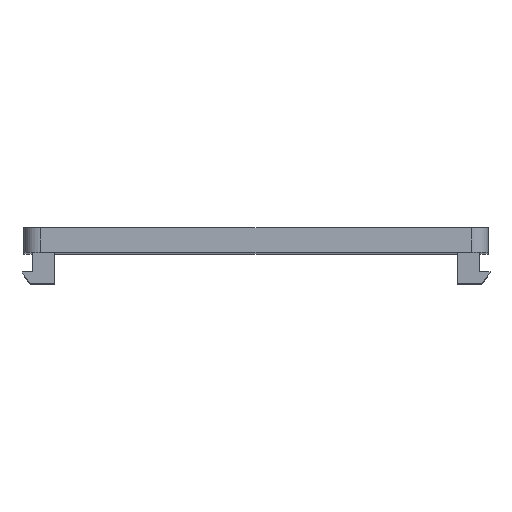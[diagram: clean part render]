
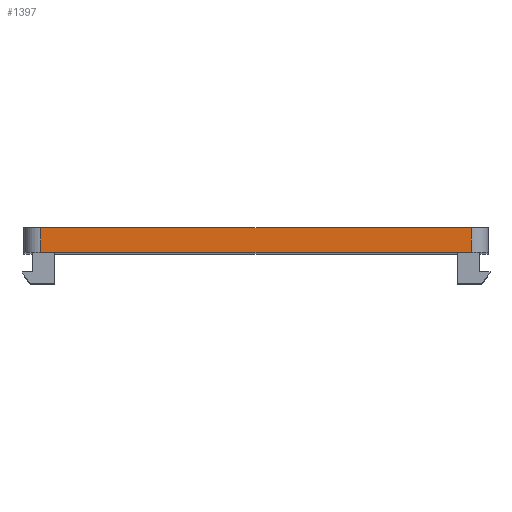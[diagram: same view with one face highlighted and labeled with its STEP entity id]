
A CAD part, top view. The second image highlights one B-rep face of the part: STEP entity #1397.
In plain terms, the highlighted planar face has unit normal (0, 0, 1).
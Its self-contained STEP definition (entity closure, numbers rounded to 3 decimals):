
#47=LINE('',#2076,#223);
#49=LINE('',#2082,#225);
#50=LINE('',#2084,#226);
#51=LINE('',#2085,#227);
#223=VECTOR('',#1673,10.);
#225=VECTOR('',#1679,10.);
#226=VECTOR('',#1680,10.);
#227=VECTOR('',#1681,10.);
#376=PLANE('',#1503);
#461=FACE_OUTER_BOUND('',#547,.T.);
#547=EDGE_LOOP('',(#1029,#1030,#1031,#1032));
#684=VERTEX_POINT('',#2073);
#685=VERTEX_POINT('',#2075);
#687=VERTEX_POINT('',#2081);
#688=VERTEX_POINT('',#2083);
#816=EDGE_CURVE('',#684,#685,#47,.T.);
#819=EDGE_CURVE('',#687,#684,#49,.F.);
#820=EDGE_CURVE('',#688,#687,#50,.T.);
#821=EDGE_CURVE('',#688,#685,#51,.T.);
#1029=ORIENTED_EDGE('',*,*,#816,.F.);
#1030=ORIENTED_EDGE('',*,*,#819,.F.);
#1031=ORIENTED_EDGE('',*,*,#820,.F.);
#1032=ORIENTED_EDGE('',*,*,#821,.T.);
#1397=ADVANCED_FACE('',(#461),#376,.T.);
#1503=AXIS2_PLACEMENT_3D('',#2080,#1677,#1678);
#1673=DIRECTION('',(0.,-1.,0.));
#1677=DIRECTION('center_axis',(0.,0.,
1.));
#1678=DIRECTION('ref_axis',(1.,0.,0.));
#1679=DIRECTION('',(-1.,0.,0.));
#1680=DIRECTION('',(0.,1.,0.));
#1681=DIRECTION('',(1.,0.,0.));
#2073=CARTESIAN_POINT('',(19.287,53.204,-38.617));
#2075=CARTESIAN_POINT('',(19.287,51.004,-38.617));
#2076=CARTESIAN_POINT('',(19.287,51.254,-38.617));
#2080=CARTESIAN_POINT('Origin',(-20.493,51.254,-38.617));
#2081=CARTESIAN_POINT('',(-18.893,53.204,-38.617));
#2082=CARTESIAN_POINT('',(-10.148,53.204,-38.617));
#2083=CARTESIAN_POINT('',(-18.893,51.004,-38.617));
#2084=CARTESIAN_POINT('',(-18.893,51.254,-38.617));
#2085=CARTESIAN_POINT('',(-10.148,51.004,-38.617));
